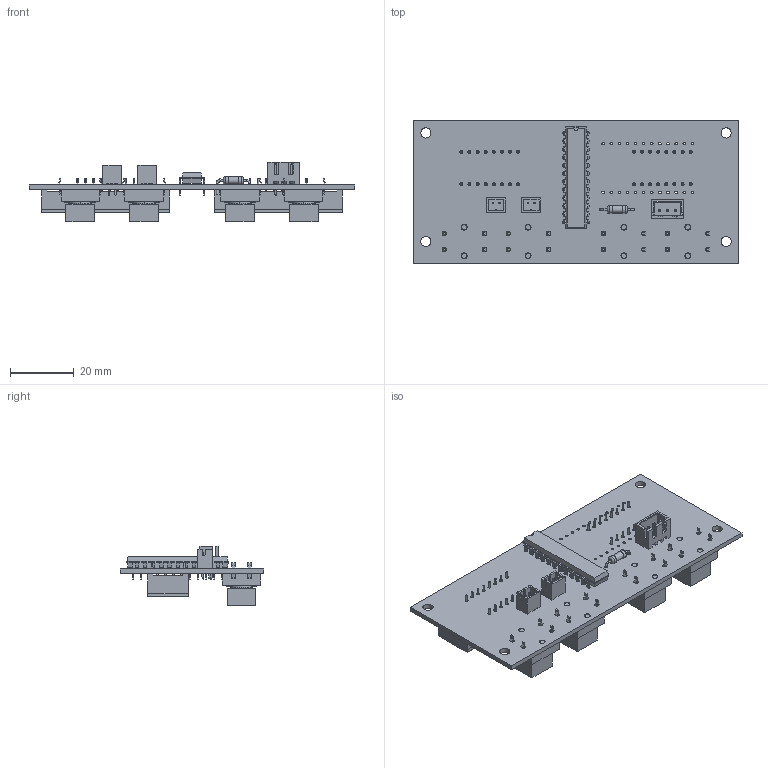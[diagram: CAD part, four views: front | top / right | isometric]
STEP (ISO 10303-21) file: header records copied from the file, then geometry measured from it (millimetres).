
FILE_DESCRIPTION(('KiCad electronic assembly'),'2;1');
FILE_NAME('chess_clock_pcb.step','2025-06-15T22:13:14',('Pcbnew'),( 'Kicad'),'Open CASCADE STEP processor 7.8','KiCad to STEP converter' ,'Unknown');
FILE_SCHEMA(('AUTOMOTIVE_DESIGN { 1 0 10303 214 1 1 1 1 }'));
Length unit declared in the file: millimetre
Products named in the file (11): chess_clock_pcb 1; R_Axial_DIN0207_L6.3mm_D2.5mm_P10.16mm_Horizontal; JST_PH_B2B-PH-K_1x02_P2.00mm_Vertical; DIP-24_W7.62mm; JST_XH_B3B-XH-A_1x03_P2.50mm_Vertical; B3F-4050; B3F_4050_BASE; B32_1200; B3F_4050_BUTTON; TDCR1060M; chess_clock_pcb_PCB
Assembly tree (15 placements, depth 3):
  chess_clock_pcb 1
    R_Axial_DIN0207_L6.3mm_D2.5mm_P10.16mm_Horizontal
    JST_PH_B2B-PH-K_1x02_P2.00mm_Vertical  x2
    DIP-24_W7.62mm
    JST_XH_B3B-XH-A_1x03_P2.50mm_Vertical
    B3F-4050  x4
      B3F_4050_BASE
      B32_1200
      B3F_4050_BUTTON
    TDCR1060M  x2
    chess_clock_pcb_PCB
Bounding box: 102 x 45 x 18.68 mm (x, y, z)
Volume: 17474.1 mm3; surface area: 24033.1 mm2
Topology: 124 solids, 124 shells, 2371 faces, 5767 edges, 3796 vertices
Faces by surface type: plane 1958, cylinder 373, bspline 36, torus 4
Full cylindrical faces by diameter (mm): 0.6 x4, 0.75 x4, 0.8 x50, 0.95 x35, 1.25 x16, 1.85 x8, 2.25 x1, 2.5 x2, 3.2 x4
Entity records: 47365 total; most frequent: CARTESIAN_POINT 7701, ORIENTED_EDGE 7074, DIRECTION 6824, EDGE_CURVE 3537, LINE 2996, VECTOR 2996, VERTEX_POINT 2312, AXIS2_PLACEMENT_3D 1914
